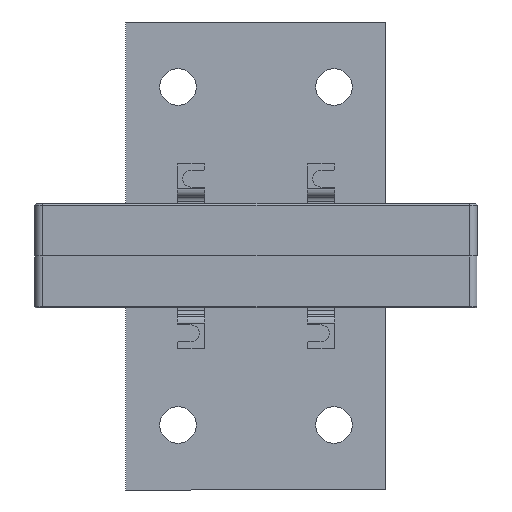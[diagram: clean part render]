
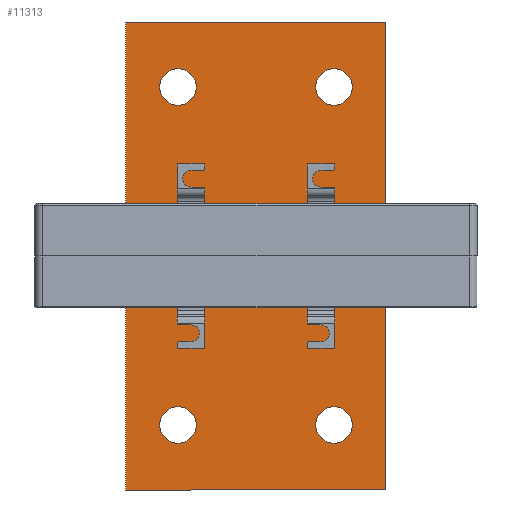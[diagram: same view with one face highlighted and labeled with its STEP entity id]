
A CAD part, front view. The second image highlights one B-rep face of the part: STEP entity #11313.
In plain terms, the highlighted face is planar.
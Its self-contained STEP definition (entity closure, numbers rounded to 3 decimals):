
#62 = AXIS2_PLACEMENT_3D ( 'NONE', #23556, #5997, #26527 ) ;
#379 = CIRCLE ( 'NONE', #36485, 7. ) ;
#649 = EDGE_CURVE ( 'NONE', #22063, #28104, #379, .T. ) ;
#764 = CARTESIAN_POINT ( 'NONE',  ( -90., 10., -50. ) ) ;
#901 = ORIENTED_EDGE ( 'NONE', *, *, #23744, .T. ) ;
#909 = CARTESIAN_POINT ( 'NONE',  ( -90., 10., -50. ) ) ;
#1495 = CARTESIAN_POINT ( 'NONE',  ( -65., 10., -30. ) ) ;
#1837 = DIRECTION ( 'NONE',  ( 0., 0., 1. ) ) ;
#2544 = EDGE_CURVE ( 'NONE', #20425, #3072, #15332, .T. ) ;
#3072 = VERTEX_POINT ( 'NONE', #34431 ) ;
#3410 = EDGE_CURVE ( 'NONE', #28952, #26329, #4755, .T. ) ;
#4130 = ORIENTED_EDGE ( 'NONE', *, *, #20016, .T. ) ;
#4438 = DIRECTION ( 'NONE',  ( 0., 0., 1. ) ) ;
#4755 = CIRCLE ( 'NONE', #28007, 7. ) ;
#5312 = DIRECTION ( 'NONE',  ( 0., -1., 0. ) ) ;
#5483 = VERTEX_POINT ( 'NONE', #27642 ) ;
#5806 = VECTOR ( 'NONE', #24143, 1000. ) ;
#5997 = DIRECTION ( 'NONE',  ( 0., -1., 0. ) ) ;
#6120 = EDGE_CURVE ( 'NONE', #5483, #34508, #26113, .T. ) ;
#6288 = CIRCLE ( 'NONE', #62, 7. ) ;
#6494 = VERTEX_POINT ( 'NONE', #24635 ) ;
#6736 = DIRECTION ( 'NONE',  ( 0., -1., 0. ) ) ;
#7167 = ORIENTED_EDGE ( 'NONE', *, *, #29852, .T. ) ;
#7196 = CARTESIAN_POINT ( 'NONE',  ( -65., 10., 37. ) ) ;
#7255 = CARTESIAN_POINT ( 'NONE',  ( 65., 10., -37. ) ) ;
#7854 = CIRCLE ( 'NONE', #27259, 7. ) ;
#7919 = VERTEX_POINT ( 'NONE', #7196 ) ;
#8009 = FACE_OUTER_BOUND ( 'NONE', #17822, .T. ) ;
#8139 = EDGE_CURVE ( 'NONE', #7919, #8840, #17721, .T. ) ;
#8502 = EDGE_CURVE ( 'NONE', #3072, #26459, #24114, .T. ) ;
#8795 = EDGE_CURVE ( 'NONE', #26459, #6494, #28327, .T. ) ;
#8840 = VERTEX_POINT ( 'NONE', #30308 ) ;
#8912 = FACE_BOUND ( 'NONE', #30036, .T. ) ;
#9681 = DIRECTION ( 'NONE',  ( -1., 0., 0. ) ) ;
#10334 = DIRECTION ( 'NONE',  ( 1., 0., 0. ) ) ;
#10765 = DIRECTION ( 'NONE',  ( 0., -1., 0. ) ) ;
#11313 = ADVANCED_FACE ( 'NONE', ( #16760, #8912, #31429, #23601, #8009 ), #33030, .T. ) ;
#11978 = ORIENTED_EDGE ( 'NONE', *, *, #649, .T. ) ;
#15332 = LINE ( 'NONE', #25146, #37803 ) ;
#15389 = AXIS2_PLACEMENT_3D ( 'NONE', #35983, #23952, #18452 ) ;
#15920 = DIRECTION ( 'NONE',  ( 0., -1., 0. ) ) ;
#16700 = CARTESIAN_POINT ( 'NONE',  ( -65., 10., -37. ) ) ;
#16760 = FACE_BOUND ( 'NONE', #25100, .T. ) ;
#16838 = AXIS2_PLACEMENT_3D ( 'NONE', #34723, #17196, #37664 ) ;
#17196 = DIRECTION ( 'NONE',  ( 0., -1., 0. ) ) ;
#17721 = CIRCLE ( 'NONE', #16838, 7. ) ;
#17822 = EDGE_LOOP ( 'NONE', ( #19161, #901, #37413, #18448 ) ) ;
#18448 = ORIENTED_EDGE ( 'NONE', *, *, #8502, .T. ) ;
#18452 = DIRECTION ( 'NONE',  ( 0., 0., 1. ) ) ;
#19161 = ORIENTED_EDGE ( 'NONE', *, *, #8795, .T. ) ;
#19374 = DIRECTION ( 'NONE',  ( 0., -1., 0. ) ) ;
#19687 = EDGE_CURVE ( 'NONE', #8840, #7919, #7854, .T. ) ;
#20016 = EDGE_CURVE ( 'NONE', #34508, #5483, #35789, .T. ) ;
#20425 = VERTEX_POINT ( 'NONE', #764 ) ;
#21979 = DIRECTION ( 'NONE',  ( 0., -1., 0. ) ) ;
#22063 = VERTEX_POINT ( 'NONE', #7255 ) ;
#22853 = CARTESIAN_POINT ( 'NONE',  ( 65., 10., 37. ) ) ;
#22874 = CARTESIAN_POINT ( 'NONE',  ( -65., 10., 30. ) ) ;
#23556 = CARTESIAN_POINT ( 'NONE',  ( 65., 10., -30. ) ) ;
#23601 = FACE_BOUND ( 'NONE', #29135, .T. ) ;
#23744 = EDGE_CURVE ( 'NONE', #6494, #20425, #28721, .T. ) ;
#23952 = DIRECTION ( 'NONE',  ( 0., 1., 0. ) ) ;
#24114 = LINE ( 'NONE', #27954, #31008 ) ;
#24143 = DIRECTION ( 'NONE',  ( 0., 0., -1. ) ) ;
#24302 = CARTESIAN_POINT ( 'NONE',  ( -65., 10., -30. ) ) ;
#24525 = AXIS2_PLACEMENT_3D ( 'NONE', #28365, #10765, #31278 ) ;
#24635 = CARTESIAN_POINT ( 'NONE',  ( 90., 10., -50. ) ) ;
#25100 = EDGE_LOOP ( 'NONE', ( #11978, #34753 ) ) ;
#25146 = CARTESIAN_POINT ( 'NONE',  ( -90., 10., -50. ) ) ;
#25830 = DIRECTION ( 'NONE',  ( 0., 0., -1. ) ) ;
#26113 = CIRCLE ( 'NONE', #35658, 7. ) ;
#26329 = VERTEX_POINT ( 'NONE', #32135 ) ;
#26459 = VERTEX_POINT ( 'NONE', #29859 ) ;
#26527 = DIRECTION ( 'NONE',  ( 0., 0., -1. ) ) ;
#27154 = CARTESIAN_POINT ( 'NONE',  ( 65., 10., -23. ) ) ;
#27259 = AXIS2_PLACEMENT_3D ( 'NONE', #22874, #5312, #25830 ) ;
#27266 = CARTESIAN_POINT ( 'NONE',  ( 90., 10., -50. ) ) ;
#27293 = DIRECTION ( 'NONE',  ( 0., 0., 1. ) ) ;
#27642 = CARTESIAN_POINT ( 'NONE',  ( 65., 10., 23. ) ) ;
#27803 = VECTOR ( 'NONE', #9681, 1000. ) ;
#27954 = CARTESIAN_POINT ( 'NONE',  ( -90., 10., 50. ) ) ;
#27988 = DIRECTION ( 'NONE',  ( 0., 0., 1. ) ) ;
#28007 = AXIS2_PLACEMENT_3D ( 'NONE', #1495, #21979, #4438 ) ;
#28104 = VERTEX_POINT ( 'NONE', #27154 ) ;
#28224 = CIRCLE ( 'NONE', #37679, 7. ) ;
#28327 = LINE ( 'NONE', #27266, #5806 ) ;
#28365 = CARTESIAN_POINT ( 'NONE',  ( 65., 10., 30. ) ) ;
#28670 = ORIENTED_EDGE ( 'NONE', *, *, #6120, .T. ) ;
#28721 = LINE ( 'NONE', #909, #27803 ) ;
#28952 = VERTEX_POINT ( 'NONE', #16700 ) ;
#29135 = EDGE_LOOP ( 'NONE', ( #37294, #36256 ) ) ;
#29852 = EDGE_CURVE ( 'NONE', #26329, #28952, #28224, .T. ) ;
#29859 = CARTESIAN_POINT ( 'NONE',  ( 90., 10., 50. ) ) ;
#30036 = EDGE_LOOP ( 'NONE', ( #33149, #7167 ) ) ;
#30308 = CARTESIAN_POINT ( 'NONE',  ( -65., 10., 23. ) ) ;
#31008 = VECTOR ( 'NONE', #10334, 1000. ) ;
#31278 = DIRECTION ( 'NONE',  ( 0., 0., 1. ) ) ;
#31429 = FACE_BOUND ( 'NONE', #35863, .T. ) ;
#32135 = CARTESIAN_POINT ( 'NONE',  ( -65., 10., -23. ) ) ;
#33030 = PLANE ( 'NONE',  #15389 ) ;
#33149 = ORIENTED_EDGE ( 'NONE', *, *, #3410, .T. ) ;
#33457 = CARTESIAN_POINT ( 'NONE',  ( 65., 10., -30. ) ) ;
#34431 = CARTESIAN_POINT ( 'NONE',  ( -90., 10., 50. ) ) ;
#34508 = VERTEX_POINT ( 'NONE', #22853 ) ;
#34723 = CARTESIAN_POINT ( 'NONE',  ( -65., 10., 30. ) ) ;
#34753 = ORIENTED_EDGE ( 'NONE', *, *, #35644, .T. ) ;
#35644 = EDGE_CURVE ( 'NONE', #28104, #22063, #6288, .T. ) ;
#35658 = AXIS2_PLACEMENT_3D ( 'NONE', #36906, #19374, #1837 ) ;
#35789 = CIRCLE ( 'NONE', #24525, 7. ) ;
#35863 = EDGE_LOOP ( 'NONE', ( #28670, #4130 ) ) ;
#35983 = CARTESIAN_POINT ( 'NONE',  ( 0., 10., 0. ) ) ;
#36256 = ORIENTED_EDGE ( 'NONE', *, *, #8139, .T. ) ;
#36407 = DIRECTION ( 'NONE',  ( 0., 0., -1. ) ) ;
#36485 = AXIS2_PLACEMENT_3D ( 'NONE', #33457, #15920, #36407 ) ;
#36906 = CARTESIAN_POINT ( 'NONE',  ( 65., 10., 30. ) ) ;
#37294 = ORIENTED_EDGE ( 'NONE', *, *, #19687, .T. ) ;
#37413 = ORIENTED_EDGE ( 'NONE', *, *, #2544, .T. ) ;
#37664 = DIRECTION ( 'NONE',  ( 0., 0., -1. ) ) ;
#37679 = AXIS2_PLACEMENT_3D ( 'NONE', #24302, #6736, #27293 ) ;
#37803 = VECTOR ( 'NONE', #27988, 1000. ) ;
